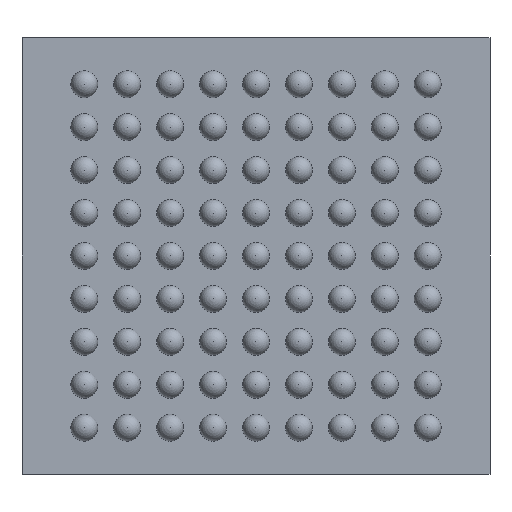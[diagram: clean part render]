
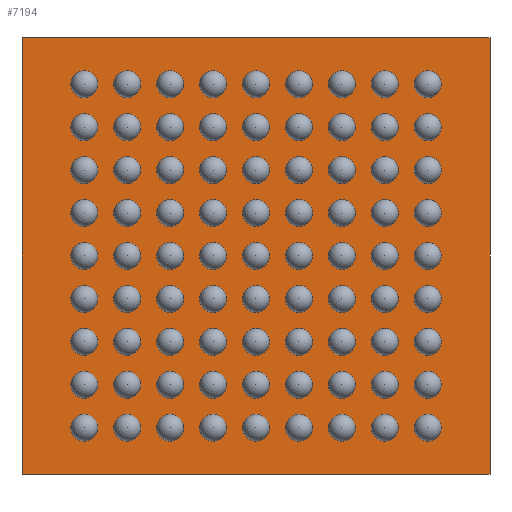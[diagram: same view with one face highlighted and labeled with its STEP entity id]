
A CAD part, front view. The second image highlights one B-rep face of the part: STEP entity #7194.
In plain terms, the highlighted planar face has unit normal (0, -1, 0).
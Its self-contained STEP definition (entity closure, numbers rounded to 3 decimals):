
#208 = VECTOR ( 'NONE', #3534, 1000. ) ;
#665 = DIRECTION ( 'NONE',  ( 1., 0., 0. ) ) ;
#1283 = DIRECTION ( 'NONE',  ( 0., 0., -1. ) ) ;
#1306 = DIRECTION ( 'NONE',  ( 0., -1., 0. ) ) ;
#1320 = ORIENTED_EDGE ( 'NONE', *, *, #5195, .F. ) ;
#1565 = DIRECTION ( 'NONE',  ( -1., 0., 0. ) ) ;
#1736 = LINE ( 'NONE', #4173, #208 ) ;
#2949 = VERTEX_POINT ( 'NONE', #5951 ) ;
#3334 = CARTESIAN_POINT ( 'NONE',  ( -2.18, 0.18, -2.035 ) ) ;
#3392 = EDGE_CURVE ( 'NONE', #3900, #2949, #1736, .T. ) ;
#3534 = DIRECTION ( 'NONE',  ( 0., 0., -1. ) ) ;
#3555 = PLANE ( 'NONE',  #4555 ) ;
#3588 = EDGE_LOOP ( 'NONE', ( #4841, #4098, #3735, #1320 ) ) ;
#3735 = ORIENTED_EDGE ( 'NONE', *, *, #4863, .F. ) ;
#3805 = EDGE_CURVE ( 'NONE', #6374, #3900, #5873, .T. ) ;
#3900 = VERTEX_POINT ( 'NONE', #6417 ) ;
#3947 = VECTOR ( 'NONE', #665, 1000. ) ;
#4094 = CARTESIAN_POINT ( 'NONE',  ( -2.18, 0.18, 2.035 ) ) ;
#4098 = ORIENTED_EDGE ( 'NONE', *, *, #3805, .F. ) ;
#4173 = CARTESIAN_POINT ( 'NONE',  ( 2.18, 0.18, 2.035 ) ) ;
#4388 = FACE_OUTER_BOUND ( 'NONE', #3588, .T. ) ;
#4555 = AXIS2_PLACEMENT_3D ( 'NONE', #5285, #1306, #1283 ) ;
#4678 = CARTESIAN_POINT ( 'NONE',  ( -2.18, 0.18, 2.035 ) ) ;
#4841 = ORIENTED_EDGE ( 'NONE', *, *, #3392, .F. ) ;
#4863 = EDGE_CURVE ( 'NONE', #5371, #6374, #6897, .T. ) ;
#4990 = LINE ( 'NONE', #3334, #6658 ) ;
#5195 = EDGE_CURVE ( 'NONE', #2949, #5371, #4990, .T. ) ;
#5285 = CARTESIAN_POINT ( 'NONE',  ( 0., 0.18, 0. ) ) ;
#5371 = VERTEX_POINT ( 'NONE', #5528 ) ;
#5528 = CARTESIAN_POINT ( 'NONE',  ( -2.18, 0.18, -2.035 ) ) ;
#5873 = LINE ( 'NONE', #4094, #3947 ) ;
#5904 = CARTESIAN_POINT ( 'NONE',  ( -2.18, 0.18, 2.035 ) ) ;
#5937 = VECTOR ( 'NONE', #6830, 1000. ) ;
#5951 = CARTESIAN_POINT ( 'NONE',  ( 2.18, 0.18, -2.035 ) ) ;
#6374 = VERTEX_POINT ( 'NONE', #5904 ) ;
#6417 = CARTESIAN_POINT ( 'NONE',  ( 2.18, 0.18, 2.035 ) ) ;
#6658 = VECTOR ( 'NONE', #1565, 1000. ) ;
#6830 = DIRECTION ( 'NONE',  ( 0., 0., 1. ) ) ;
#6897 = LINE ( 'NONE', #4678, #5937 ) ;
#7194 = ADVANCED_FACE ( 'NONE', ( #4388 ), #3555, .T. ) ;
